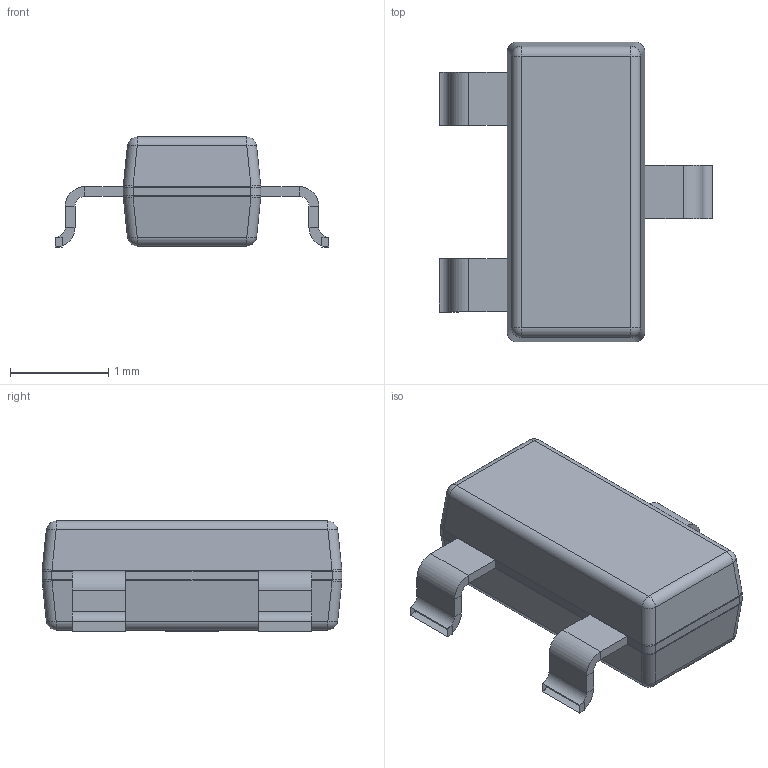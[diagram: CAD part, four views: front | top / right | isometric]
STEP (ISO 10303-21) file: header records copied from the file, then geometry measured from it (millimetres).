
FILE_DESCRIPTION(('Open CASCADE Model'),'2;1');
FILE_NAME('Open CASCADE Shape Model','2022-03-17T11:46:42',('Author'),( 'Open CASCADE'),'Open CASCADE STEP processor 6.8','Open CASCADE 6.8' ,'Unknown');
FILE_SCHEMA(('AUTOMOTIVE_DESIGN { 1 0 10303 214 1 1 1 1 }'));
Length unit declared in the file: millimetre
Products named in the file (6): PCB; Designator1; 10969682128; Body; Open_CASCADE_STEP_translator_6.8_11.1.1; Leader
Assembly tree (6 placements, depth 4):
  PCB
  Designator1
    10969682128
      Body
        Open_CASCADE_STEP_translator_6.8_11.1.1
      Leader  x3
Bounding box: 2.78 x 3.05 x 1.12 mm (x, y, z)
Volume: 4.6 mm3; surface area: 21.3 mm2
Topology: 4 solids, 4 shells, 124 faces, 252 edges, 128 vertices
Faces by surface type: plane 68, cylinder 40, sphere 8, bspline 8
Entity records: 2728 total; most frequent: CARTESIAN_POINT 1075, DIRECTION 314, ORIENTED_EDGE 312, EDGE_CURVE 156, AXIS2_PLACEMENT_3D 111, LINE 92, VECTOR 92, ADVANCED_FACE 80
